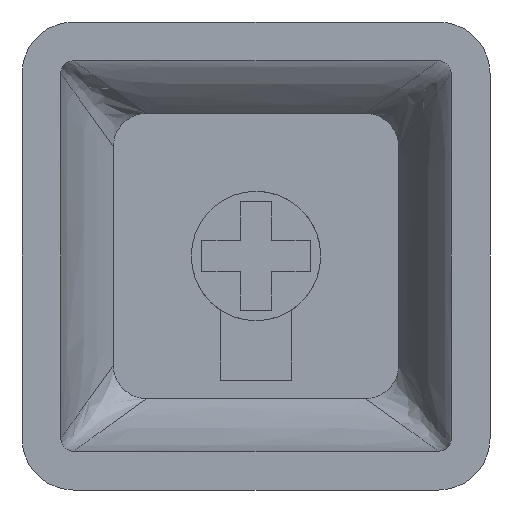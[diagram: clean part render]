
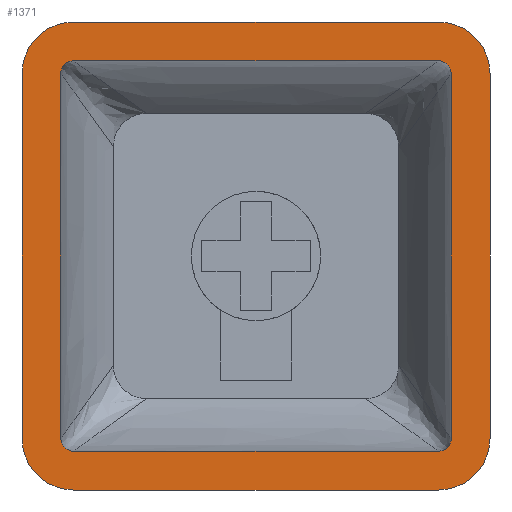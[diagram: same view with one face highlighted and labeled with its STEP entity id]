
A CAD part, front view. The second image highlights one B-rep face of the part: STEP entity #1371.
In plain terms, the highlighted planar face has unit normal (0, -1, 0).
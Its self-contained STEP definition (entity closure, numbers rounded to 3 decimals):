
#18=FACE_BOUND('',#222,.T.);
#27=CIRCLE('',#1456,2.);
#29=CIRCLE('',#1458,2.);
#31=CIRCLE('',#1460,2.);
#33=CIRCLE('',#1462,2.);
#46=B_SPLINE_CURVE_WITH_KNOTS('',3,(#2013,#2014,#2015,#2016,#2017,#2018,
#2019,#2020,#2021,#2022),.UNSPECIFIED.,.F.,.F.,(4,1,1,1,1,1,1,4),(0.,
0.143,0.286,0.429,0.571,
0.714,0.857,1.),.UNSPECIFIED.);
#47=B_SPLINE_CURVE_WITH_KNOTS('',3,(#2024,#2025,#2026,#2027,#2028,#2029,
#2030),.UNSPECIFIED.,.F.,.F.,(4,1,1,1,4),(0.,0.286,0.571,
0.857,1.),.UNSPECIFIED.);
#48=B_SPLINE_CURVE_WITH_KNOTS('',3,(#2032,#2033,#2034,#2035,#2036,#2037,
#2038,#2039,#2040),.UNSPECIFIED.,.F.,.F.,(4,1,1,1,1,1,4),(0.,
0.214,0.429,0.571,0.714,
0.857,1.),.UNSPECIFIED.);
#49=B_SPLINE_CURVE_WITH_KNOTS('',3,(#2042,#2043,#2044,#2045,#2046,#2047,
#2048),.UNSPECIFIED.,.F.,.F.,(4,1,1,1,4),(0.,0.286,0.571,
0.857,1.),.UNSPECIFIED.);
#50=B_SPLINE_CURVE_WITH_KNOTS('',3,(#2050,#2051,#2052,#2053,#2054,#2055,
#2056,#2057,#2058,#2059),.UNSPECIFIED.,.F.,.F.,(4,1,1,1,1,1,1,4),(0.,
0.143,0.286,0.429,0.571,
0.714,0.857,1.),.UNSPECIFIED.);
#51=B_SPLINE_CURVE_WITH_KNOTS('',3,(#2061,#2062,#2063,#2064,#2065,#2066,
#2067),.UNSPECIFIED.,.F.,.F.,(4,1,1,1,4),(0.,0.286,0.571,
0.857,1.),.UNSPECIFIED.);
#52=B_SPLINE_CURVE_WITH_KNOTS('',3,(#2069,#2070,#2071,#2072,#2073,#2074,
#2075,#2076,#2077),.UNSPECIFIED.,.F.,.F.,(4,1,1,1,1,1,4),(0.,
0.214,0.429,0.571,0.714,
0.857,1.),.UNSPECIFIED.);
#53=B_SPLINE_CURVE_WITH_KNOTS('',3,(#2078,#2079,#2080,#2081,#2082,#2083,
#2084),.UNSPECIFIED.,.F.,.F.,(4,1,1,1,4),(0.,0.286,0.571,
0.857,1.),.UNSPECIFIED.);
#144=FACE_OUTER_BOUND('',#221,.T.);
#221=EDGE_LOOP('',(#945,#946,#947,#948,#949,#950,#951,#952));
#222=EDGE_LOOP('',(#953,#954,#955,#956,#957,#958,#959,#960));
#311=LINE('',#1827,#440);
#313=LINE('',#1883,#442);
#315=LINE('',#1935,#444);
#317=LINE('',#1987,#446);
#440=VECTOR('',#1539,10.);
#442=VECTOR('',#1545,10.);
#444=VECTOR('',#1551,10.);
#446=VECTOR('',#1557,10.);
#570=VERTEX_POINT('',#1821);
#571=VERTEX_POINT('',#1826);
#573=VERTEX_POINT('',#1854);
#575=VERTEX_POINT('',#1878);
#577=VERTEX_POINT('',#1906);
#579=VERTEX_POINT('',#1930);
#581=VERTEX_POINT('',#1958);
#583=VERTEX_POINT('',#1982);
#584=VERTEX_POINT('',#2011);
#585=VERTEX_POINT('',#2012);
#586=VERTEX_POINT('',#2023);
#587=VERTEX_POINT('',#2031);
#588=VERTEX_POINT('',#2041);
#589=VERTEX_POINT('',#2049);
#590=VERTEX_POINT('',#2060);
#591=VERTEX_POINT('',#2068);
#708=EDGE_CURVE('',#570,#571,#311,.T.);
#712=EDGE_CURVE('',#573,#570,#27,.T.);
#715=EDGE_CURVE('',#575,#573,#313,.T.);
#718=EDGE_CURVE('',#577,#575,#29,.T.);
#721=EDGE_CURVE('',#579,#577,#315,.T.);
#724=EDGE_CURVE('',#581,#579,#31,.T.);
#727=EDGE_CURVE('',#583,#581,#317,.T.);
#729=EDGE_CURVE('',#571,#583,#33,.T.);
#730=EDGE_CURVE('',#584,#585,#46,.T.);
#731=EDGE_CURVE('',#585,#586,#47,.T.);
#732=EDGE_CURVE('',#586,#587,#48,.T.);
#733=EDGE_CURVE('',#587,#588,#49,.T.);
#734=EDGE_CURVE('',#588,#589,#50,.T.);
#735=EDGE_CURVE('',#589,#590,#51,.T.);
#736=EDGE_CURVE('',#590,#591,#52,.T.);
#737=EDGE_CURVE('',#591,#584,#53,.T.);
#945=ORIENTED_EDGE('',*,*,#729,.F.);
#946=ORIENTED_EDGE('',*,*,#708,.F.);
#947=ORIENTED_EDGE('',*,*,#712,.F.);
#948=ORIENTED_EDGE('',*,*,#715,.F.);
#949=ORIENTED_EDGE('',*,*,#718,.F.);
#950=ORIENTED_EDGE('',*,*,#721,.F.);
#951=ORIENTED_EDGE('',*,*,#724,.F.);
#952=ORIENTED_EDGE('',*,*,#727,.F.);
#953=ORIENTED_EDGE('',*,*,#730,.T.);
#954=ORIENTED_EDGE('',*,*,#731,.T.);
#955=ORIENTED_EDGE('',*,*,#732,.T.);
#956=ORIENTED_EDGE('',*,*,#733,.T.);
#957=ORIENTED_EDGE('',*,*,#734,.T.);
#958=ORIENTED_EDGE('',*,*,#735,.T.);
#959=ORIENTED_EDGE('',*,*,#736,.T.);
#960=ORIENTED_EDGE('',*,*,#737,.T.);
#1315=PLANE('',#1463);
#1371=ADVANCED_FACE('',(#144,#18),#1315,.F.);
#1456=AXIS2_PLACEMENT_3D('',#1859,#1542,#1543);
#1458=AXIS2_PLACEMENT_3D('',#1911,#1548,#1549);
#1460=AXIS2_PLACEMENT_3D('',#1963,#1554,#1555);
#1462=AXIS2_PLACEMENT_3D('',#2009,#1560,#1561);
#1463=AXIS2_PLACEMENT_3D('',#2010,#1562,#1563);
#1539=DIRECTION('',(1.,0.,0.));
#1542=DIRECTION('center_axis',(0.,1.,0.));
#1543=DIRECTION('ref_axis',(-1.,0.,0.));
#1545=DIRECTION('',(0.,0.,1.));
#1548=DIRECTION('center_axis',(0.,1.,0.));
#1549=DIRECTION('ref_axis',(0.,0.,-1.));
#1551=DIRECTION('',(-1.,0.,0.));
#1554=DIRECTION('center_axis',(0.,1.,0.));
#1555=DIRECTION('ref_axis',(1.,0.,0.));
#1557=DIRECTION('',(0.,0.,-1.));
#1560=DIRECTION('center_axis',(0.,1.,0.));
#1561=DIRECTION('ref_axis',(0.,0.,1.));
#1562=DIRECTION('center_axis',(0.,1.,0.));
#1563=DIRECTION('ref_axis',(0.,0.,1.));
#1821=CARTESIAN_POINT('',(2.,0.,18.1));
#1826=CARTESIAN_POINT('',(16.1,0.,18.1));
#1827=CARTESIAN_POINT('',(16.1,0.,18.1));
#1854=CARTESIAN_POINT('',(0.,0.,16.1));
#1859=CARTESIAN_POINT('Origin',(2.,0.,16.1));
#1878=CARTESIAN_POINT('',(0.,0.,2.));
#1883=CARTESIAN_POINT('',(0.,0.,16.1));
#1906=CARTESIAN_POINT('',(2.,0.,0.));
#1911=CARTESIAN_POINT('Origin',(2.,0.,2.));
#1930=CARTESIAN_POINT('',(16.1,0.,0.));
#1935=CARTESIAN_POINT('',(2.,0.,0.));
#1958=CARTESIAN_POINT('',(18.1,0.,2.));
#1963=CARTESIAN_POINT('Origin',(16.1,0.,2.));
#1982=CARTESIAN_POINT('',(18.1,0.,16.1));
#1987=CARTESIAN_POINT('',(18.1,0.,2.));
#2009=CARTESIAN_POINT('Origin',(16.1,0.,16.1));
#2010=CARTESIAN_POINT('Origin',(9.05,0.,9.05));
#2011=CARTESIAN_POINT('',(16.1,0.,16.6));
#2012=CARTESIAN_POINT('',(16.6,0.,16.1));
#2013=CARTESIAN_POINT('Ctrl Pts',(16.1,0.,16.6));
#2014=CARTESIAN_POINT('Ctrl Pts',(16.137,0.,16.6));
#2015=CARTESIAN_POINT('Ctrl Pts',(16.212,0.,16.592));
#2016=CARTESIAN_POINT('Ctrl Pts',(16.319,0.,16.554));
#2017=CARTESIAN_POINT('Ctrl Pts',(16.414,0.,16.494));
#2018=CARTESIAN_POINT('Ctrl Pts',(16.494,0.,16.414));
#2019=CARTESIAN_POINT('Ctrl Pts',(16.554,0.,16.319));
#2020=CARTESIAN_POINT('Ctrl Pts',(16.592,0.,16.212));
#2021=CARTESIAN_POINT('Ctrl Pts',(16.6,0.,16.137));
#2022=CARTESIAN_POINT('Ctrl Pts',(16.6,0.,16.1));
#2023=CARTESIAN_POINT('',(16.6,0.,2.));
#2024=CARTESIAN_POINT('Ctrl Pts',(16.6,0.,16.1));
#2025=CARTESIAN_POINT('Ctrl Pts',(16.6,0.,15.801));
#2026=CARTESIAN_POINT('Ctrl Pts',(16.6,0.,13.413));
#2027=CARTESIAN_POINT('Ctrl Pts',(16.6,0.,7.532));
#2028=CARTESIAN_POINT('Ctrl Pts',(16.6,0.,3.269));
#2029=CARTESIAN_POINT('Ctrl Pts',(16.6,0.,2.15));
#2030=CARTESIAN_POINT('Ctrl Pts',(16.6,0.,2.));
#2031=CARTESIAN_POINT('',(16.1,0.,1.5));
#2032=CARTESIAN_POINT('Ctrl Pts',(16.6,0.,2.));
#2033=CARTESIAN_POINT('Ctrl Pts',(16.6,0.,1.944));
#2034=CARTESIAN_POINT('Ctrl Pts',(16.581,0.,1.832));
#2035=CARTESIAN_POINT('Ctrl Pts',(16.508,0.,1.699));
#2036=CARTESIAN_POINT('Ctrl Pts',(16.414,0.,1.606));
#2037=CARTESIAN_POINT('Ctrl Pts',(16.319,0.,1.546));
#2038=CARTESIAN_POINT('Ctrl Pts',(16.212,0.,1.508));
#2039=CARTESIAN_POINT('Ctrl Pts',(16.137,0.,1.5));
#2040=CARTESIAN_POINT('Ctrl Pts',(16.1,0.,1.5));
#2041=CARTESIAN_POINT('',(2.,0.,1.5));
#2042=CARTESIAN_POINT('Ctrl Pts',(16.1,0.,1.5));
#2043=CARTESIAN_POINT('Ctrl Pts',(15.801,0.,1.5));
#2044=CARTESIAN_POINT('Ctrl Pts',(13.413,0.,1.5));
#2045=CARTESIAN_POINT('Ctrl Pts',(7.532,0.,1.5));
#2046=CARTESIAN_POINT('Ctrl Pts',(3.269,0.,1.5));
#2047=CARTESIAN_POINT('Ctrl Pts',(2.15,0.,1.5));
#2048=CARTESIAN_POINT('Ctrl Pts',(2.,0.,1.5));
#2049=CARTESIAN_POINT('',(1.5,0.,2.));
#2050=CARTESIAN_POINT('Ctrl Pts',(2.,0.,1.5));
#2051=CARTESIAN_POINT('Ctrl Pts',(1.963,0.,1.5));
#2052=CARTESIAN_POINT('Ctrl Pts',(1.888,0.,1.508));
#2053=CARTESIAN_POINT('Ctrl Pts',(1.781,0.,1.546));
#2054=CARTESIAN_POINT('Ctrl Pts',(1.686,0.,1.606));
#2055=CARTESIAN_POINT('Ctrl Pts',(1.606,0.,1.686));
#2056=CARTESIAN_POINT('Ctrl Pts',(1.546,0.,1.781));
#2057=CARTESIAN_POINT('Ctrl Pts',(1.508,0.,1.888));
#2058=CARTESIAN_POINT('Ctrl Pts',(1.5,0.,1.963));
#2059=CARTESIAN_POINT('Ctrl Pts',(1.5,0.,2.));
#2060=CARTESIAN_POINT('',(1.5,0.,16.1));
#2061=CARTESIAN_POINT('Ctrl Pts',(1.5,0.,2.));
#2062=CARTESIAN_POINT('Ctrl Pts',(1.5,0.,2.299));
#2063=CARTESIAN_POINT('Ctrl Pts',(1.5,0.,4.687));
#2064=CARTESIAN_POINT('Ctrl Pts',(1.5,0.,10.568));
#2065=CARTESIAN_POINT('Ctrl Pts',(1.5,0.,14.831));
#2066=CARTESIAN_POINT('Ctrl Pts',(1.5,0.,15.95));
#2067=CARTESIAN_POINT('Ctrl Pts',(1.5,0.,16.1));
#2068=CARTESIAN_POINT('',(2.,0.,16.6));
#2069=CARTESIAN_POINT('Ctrl Pts',(1.5,0.,16.1));
#2070=CARTESIAN_POINT('Ctrl Pts',(1.5,0.,16.156));
#2071=CARTESIAN_POINT('Ctrl Pts',(1.519,0.,16.268));
#2072=CARTESIAN_POINT('Ctrl Pts',(1.592,0.,16.401));
#2073=CARTESIAN_POINT('Ctrl Pts',(1.686,0.,16.494));
#2074=CARTESIAN_POINT('Ctrl Pts',(1.781,0.,16.554));
#2075=CARTESIAN_POINT('Ctrl Pts',(1.888,0.,16.592));
#2076=CARTESIAN_POINT('Ctrl Pts',(1.963,0.,16.6));
#2077=CARTESIAN_POINT('Ctrl Pts',(2.,0.,16.6));
#2078=CARTESIAN_POINT('Ctrl Pts',(2.,0.,16.6));
#2079=CARTESIAN_POINT('Ctrl Pts',(2.299,0.,16.6));
#2080=CARTESIAN_POINT('Ctrl Pts',(4.687,0.,16.6));
#2081=CARTESIAN_POINT('Ctrl Pts',(10.568,0.,16.6));
#2082=CARTESIAN_POINT('Ctrl Pts',(14.831,0.,16.6));
#2083=CARTESIAN_POINT('Ctrl Pts',(15.95,0.,16.6));
#2084=CARTESIAN_POINT('Ctrl Pts',(16.1,0.,16.6));
